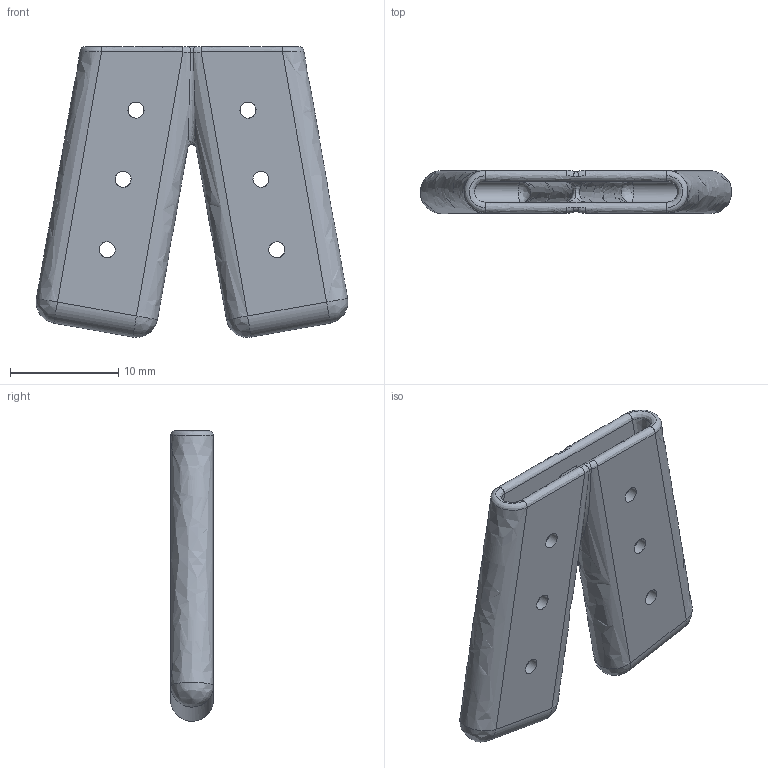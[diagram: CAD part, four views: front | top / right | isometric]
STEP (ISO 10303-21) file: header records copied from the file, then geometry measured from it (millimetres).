
FILE_DESCRIPTION(('FreeCAD Model'),'2;1');
FILE_NAME('Open CASCADE Shape Model','2025-04-29T03:47:34',('FreeCAD'),( 'FreeCAD'),'Open CASCADE STEP processor 7.6','FreeCAD','Unknown');
FILE_SCHEMA(('AUTOMOTIVE_DESIGN { 1 0 10303 214 1 1 1 1 }'));
Length unit declared in the file: millimetre
Products named in the file (1): Open CASCADE STEP translator 7.6 1
Bounding box: 28.77 x 3.95 x 26.88 mm (x, y, z)
Volume: 1229.6 mm3; surface area: 2562 mm2
Topology: 1 solids, 1 shells, 55 faces, 143 edges, 82 vertices
Faces by surface type: bspline 55
Entity records: 2602 total; most frequent: CARTESIAN_POINT 1807, ORIENTED_EDGE 270, EDGE_CURVE 135, VERTEX_POINT 82, FACE_BOUND 79, EDGE_LOOP 79, B_SPLINE_CURVE_WITH_KNOTS 59, ADVANCED_FACE 55
